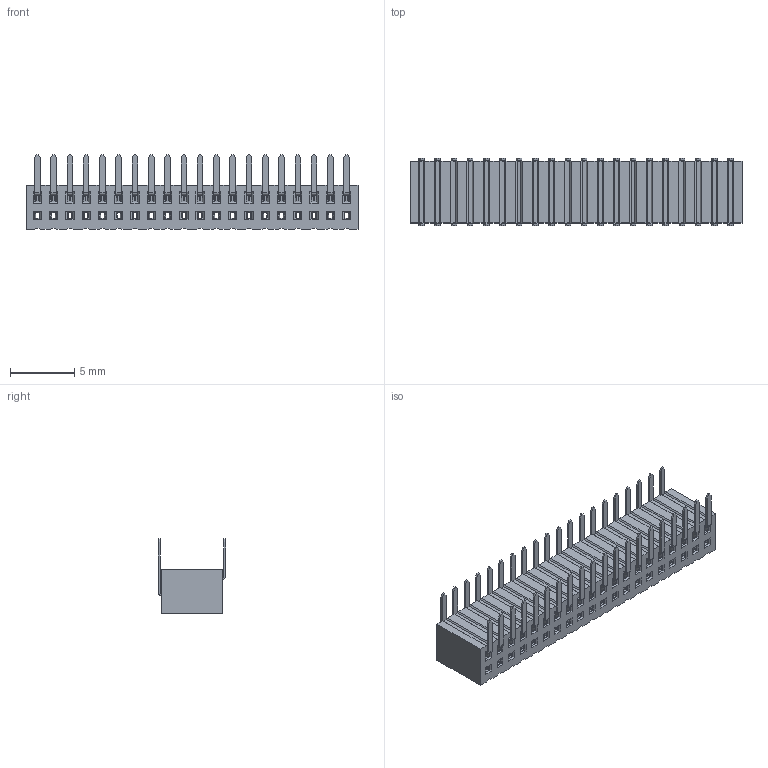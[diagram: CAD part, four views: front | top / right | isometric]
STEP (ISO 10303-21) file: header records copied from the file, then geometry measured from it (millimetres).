
FILE_DESCRIPTION((''),'2;1');
FILE_NAME('M50-320XX45_ASM','2011-08-04T',('wbourne'),(''),'PRO/ENGINEER BY PARAMETRIC TECHNOLOGY CORPORATION, 2010280','PRO/ENGINEER BY PARAMETRIC TECHNOLOGY CORPORATION, 2010280','');
FILE_SCHEMA(('CONFIG_CONTROL_DESIGN','SHAPE_APPEARANCE_LAYERS_GROUPS'));
Length unit declared in the file: millimetre
Products named in the file (4): M50-320XX45-MOULD; M50-320XX45-PIN1; M50-320XX45-PIN2; M50-320XX45_ASM
Assembly tree (41 placements, depth 2):
  M50-320XX45_ASM
    M50-320XX45-MOULD
    M50-320XX45-PIN1  x20
    M50-320XX45-PIN2  x20
Bounding box: 25.9 x 5.23 x 5.85 mm (x, y, z)
Volume: 317.6 mm3; surface area: 2156.9 mm2
Topology: 41 solids, 41 shells, 3586 faces, 9612 edges, 6128 vertices
Faces by surface type: plane 2746, cylinder 840
Entity records: 36307 total; most frequent: CARTESIAN_POINT 5205, ORIENTED_EDGE 4936, DIRECTION 4514, PRESENTATION_STYLE_ASSIGNMENT 2471, STYLED_ITEM 2471, CURVE_STYLE 2468, EDGE_CURVE 2468, VECTOR 2384
